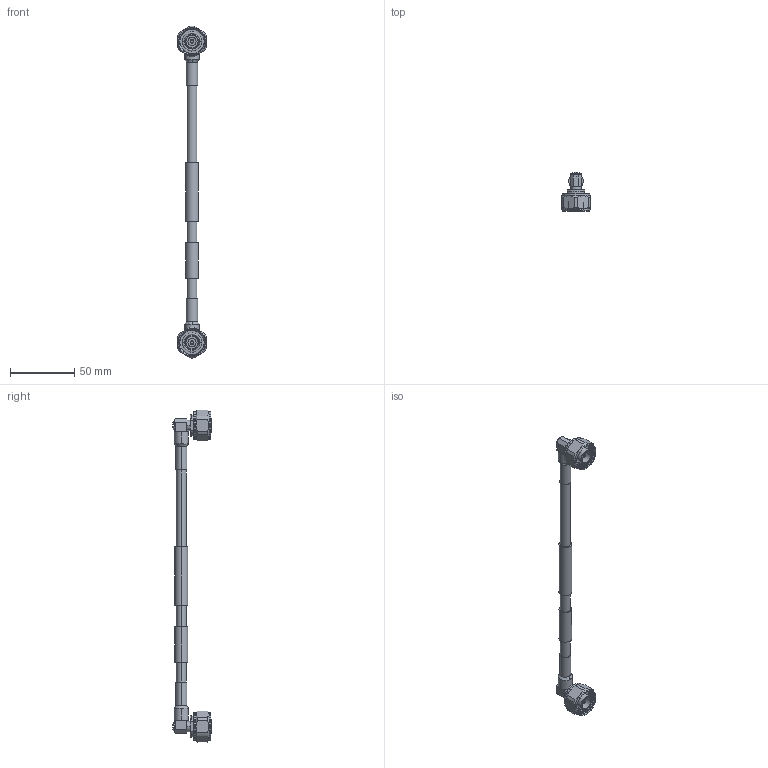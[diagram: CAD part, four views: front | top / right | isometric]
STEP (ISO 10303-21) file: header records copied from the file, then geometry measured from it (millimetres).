
FILE_DESCRIPTION (( 'STEP AP214' ), '1' );
FILE_NAME ('PE3C7823.step', '2021-02-09T19:13:24', ( '' ), ( '' ), 'SwSTEP 2.0', 'SolidWorks 2018', '' );
FILE_SCHEMA (( 'AUTOMOTIVE_DESIGN' ));
Length unit declared in the file: inch
Products named in the file (4): PE45651^PE3C7823; PE-1/4SFHC^PE3C7823; PE3C7823; Heat Shrink^PE3C7823
Assembly tree (5 placements, depth 2):
  PE3C7823
    PE-1/4SFHC^PE3C7823
    Heat Shrink^PE3C7823  x2
    PE45651^PE3C7823  x2
Bounding box: 22 x 30.28 x 258.49 mm (x, y, z)
Volume: 24697 mm3; surface area: 15599.3 mm2
Topology: 9 solids, 9 shells, 290 faces, 700 edges, 448 vertices
Faces by surface type: cylinder 128, plane 82, cone 34, bspline 22, torus 16, sphere 8
Entity records: 7589 total; most frequent: CARTESIAN_POINT 3944, ORIENTED_EDGE 730, DIRECTION 721, EDGE_CURVE 365, AXIS2_PLACEMENT_3D 296, VERTEX_POINT 234, EDGE_LOOP 169, FACE_OUTER_BOUND 153
